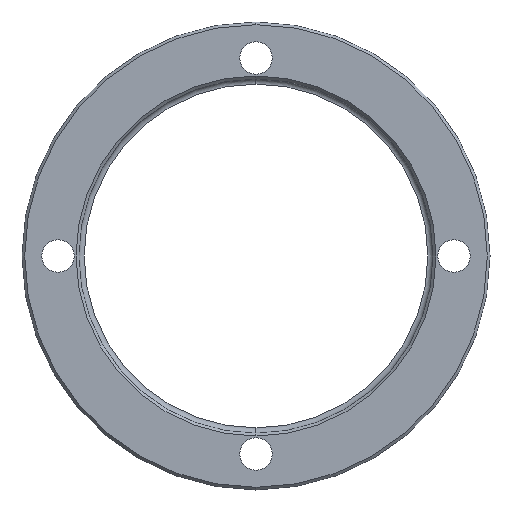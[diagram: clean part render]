
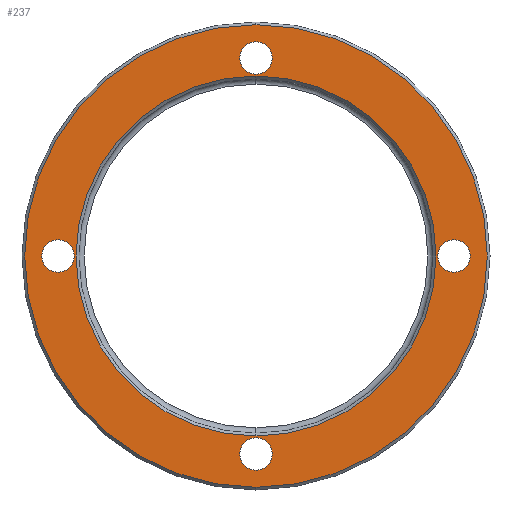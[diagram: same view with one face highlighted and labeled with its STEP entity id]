
A CAD part, left-side view. The second image highlights one B-rep face of the part: STEP entity #237.
In plain terms, the highlighted planar face has unit normal (-1, 0, 0).
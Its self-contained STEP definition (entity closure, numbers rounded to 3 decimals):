
#2 = CIRCLE ( 'NONE', #204, 50. ) ;
#4 = CIRCLE ( 'NONE', #142, 64.25 ) ;
#15 = CARTESIAN_POINT ( 'NONE',  ( 134.126, 100.435, 50. ) ) ;
#23 = ORIENTED_EDGE ( 'NONE', *, *, #283, .F. ) ;
#34 = DIRECTION ( 'NONE',  ( -1., 0., 0. ) ) ;
#35 = CARTESIAN_POINT ( 'NONE',  ( 134.126, 100.435, 59.5 ) ) ;
#38 = AXIS2_PLACEMENT_3D ( 'NONE', #126, #202, #592 ) ;
#44 = DIRECTION ( 'NONE',  ( 1., 0., 0. ) ) ;
#50 = CARTESIAN_POINT ( 'NONE',  ( 134.126, 155.435, 0. ) ) ;
#55 = DIRECTION ( 'NONE',  ( 0., 1., 0. ) ) ;
#67 = EDGE_CURVE ( 'NONE', #337, #278, #562, .T. ) ;
#70 = AXIS2_PLACEMENT_3D ( 'NONE', #751, #295, #685 ) ;
#77 = CARTESIAN_POINT ( 'NONE',  ( 134.126, 155.435, 4.5 ) ) ;
#85 = EDGE_LOOP ( 'NONE', ( #112, #144 ) ) ;
#96 = AXIS2_PLACEMENT_3D ( 'NONE', #550, #34, #420 ) ;
#98 = DIRECTION ( 'NONE',  ( 1., 0., 0. ) ) ;
#100 = ORIENTED_EDGE ( 'NONE', *, *, #159, .T. ) ;
#105 = PLANE ( 'NONE',  #492 ) ;
#107 = FACE_BOUND ( 'NONE', #85, .T. ) ;
#111 = CARTESIAN_POINT ( 'NONE',  ( 134.126, 100.435, 55. ) ) ;
#112 = ORIENTED_EDGE ( 'NONE', *, *, #67, .F. ) ;
#115 = EDGE_CURVE ( 'NONE', #385, #839, #523, .T. ) ;
#126 = CARTESIAN_POINT ( 'NONE',  ( 134.126, 45.435, 0. ) ) ;
#127 = FACE_BOUND ( 'NONE', #597, .T. ) ;
#142 = AXIS2_PLACEMENT_3D ( 'NONE', #554, #815, #297 ) ;
#144 = ORIENTED_EDGE ( 'NONE', *, *, #377, .F. ) ;
#148 = EDGE_LOOP ( 'NONE', ( #257, #23 ) ) ;
#150 = EDGE_CURVE ( 'NONE', #459, #480, #178, .T. ) ;
#151 = CIRCLE ( 'NONE', #70, 50. ) ;
#159 = EDGE_CURVE ( 'NONE', #839, #385, #4, .T. ) ;
#178 = CIRCLE ( 'NONE', #96, 4.5 ) ;
#201 = EDGE_LOOP ( 'NONE', ( #213, #761 ) ) ;
#202 = DIRECTION ( 'NONE',  ( -1., 0., 0. ) ) ;
#204 = AXIS2_PLACEMENT_3D ( 'NONE', #557, #98, #489 ) ;
#209 = DIRECTION ( 'NONE',  ( 0., 0., 1. ) ) ;
#213 = ORIENTED_EDGE ( 'NONE', *, *, #622, .T. ) ;
#224 = DIRECTION ( 'NONE',  ( 0., 0., -1. ) ) ;
#237 = ADVANCED_FACE ( 'NONE', ( #127, #107, #674, #788, #286, #633 ), #105, .F. ) ;
#244 = CARTESIAN_POINT ( 'NONE',  ( 134.126, 100.435, 64.25 ) ) ;
#247 = DIRECTION ( 'NONE',  ( 0., 0., -1. ) ) ;
#256 = CIRCLE ( 'NONE', #472, 4.5 ) ;
#257 = ORIENTED_EDGE ( 'NONE', *, *, #150, .F. ) ;
#278 = VERTEX_POINT ( 'NONE', #637 ) ;
#282 = DIRECTION ( 'NONE',  ( -1., 0., 0. ) ) ;
#283 = EDGE_CURVE ( 'NONE', #480, #459, #766, .T. ) ;
#285 = AXIS2_PLACEMENT_3D ( 'NONE', #50, #430, #369 ) ;
#286 = FACE_BOUND ( 'NONE', #201, .T. ) ;
#295 = DIRECTION ( 'NONE',  ( 1., 0., 0. ) ) ;
#297 = DIRECTION ( 'NONE',  ( 0., 0., -1. ) ) ;
#315 = CARTESIAN_POINT ( 'NONE',  ( 134.126, 100.435, -55. ) ) ;
#321 = DIRECTION ( 'NONE',  ( -1., 0., 0. ) ) ;
#328 = VERTEX_POINT ( 'NONE', #709 ) ;
#329 = ORIENTED_EDGE ( 'NONE', *, *, #687, .F. ) ;
#331 = CARTESIAN_POINT ( 'NONE',  ( 134.126, 100.435, -64.25 ) ) ;
#337 = VERTEX_POINT ( 'NONE', #515 ) ;
#348 = ORIENTED_EDGE ( 'NONE', *, *, #713, .F. ) ;
#357 = EDGE_LOOP ( 'NONE', ( #399, #100 ) ) ;
#369 = DIRECTION ( 'NONE',  ( 0., 0., 1. ) ) ;
#377 = EDGE_CURVE ( 'NONE', #278, #337, #547, .T. ) ;
#385 = VERTEX_POINT ( 'NONE', #331 ) ;
#392 = AXIS2_PLACEMENT_3D ( 'NONE', #531, #463, #209 ) ;
#398 = CARTESIAN_POINT ( 'NONE',  ( 134.126, 100.435, -50.5 ) ) ;
#399 = ORIENTED_EDGE ( 'NONE', *, *, #115, .T. ) ;
#418 = CARTESIAN_POINT ( 'NONE',  ( 134.126, 100.435, -50. ) ) ;
#420 = DIRECTION ( 'NONE',  ( 0., 1., 0. ) ) ;
#430 = DIRECTION ( 'NONE',  ( -1., 0., 0. ) ) ;
#456 = AXIS2_PLACEMENT_3D ( 'NONE', #777, #321, #710 ) ;
#459 = VERTEX_POINT ( 'NONE', #398 ) ;
#463 = DIRECTION ( 'NONE',  ( -1., 0., 0. ) ) ;
#470 = EDGE_CURVE ( 'NONE', #847, #512, #623, .T. ) ;
#472 = AXIS2_PLACEMENT_3D ( 'NONE', #111, #754, #626 ) ;
#479 = CARTESIAN_POINT ( 'NONE',  ( 134.126, 100.435, 0. ) ) ;
#480 = VERTEX_POINT ( 'NONE', #724 ) ;
#489 = DIRECTION ( 'NONE',  ( 0., 0., -1. ) ) ;
#492 = AXIS2_PLACEMENT_3D ( 'NONE', #700, #44, #247 ) ;
#494 = ORIENTED_EDGE ( 'NONE', *, *, #514, .F. ) ;
#512 = VERTEX_POINT ( 'NONE', #77 ) ;
#514 = EDGE_CURVE ( 'NONE', #328, #667, #256, .T. ) ;
#515 = CARTESIAN_POINT ( 'NONE',  ( 134.126, 45.435, 4.5 ) ) ;
#523 = CIRCLE ( 'NONE', #814, 64.25 ) ;
#529 = VERTEX_POINT ( 'NONE', #15 ) ;
#531 = CARTESIAN_POINT ( 'NONE',  ( 134.126, 155.435, 0. ) ) ;
#536 = CIRCLE ( 'NONE', #285, 4.5 ) ;
#540 = DIRECTION ( 'NONE',  ( 0., 0., -1. ) ) ;
#547 = CIRCLE ( 'NONE', #38, 4.5 ) ;
#550 = CARTESIAN_POINT ( 'NONE',  ( 134.126, 100.435, -55. ) ) ;
#554 = CARTESIAN_POINT ( 'NONE',  ( 134.126, 100.435, 0. ) ) ;
#555 = VERTEX_POINT ( 'NONE', #418 ) ;
#557 = CARTESIAN_POINT ( 'NONE',  ( 134.126, 100.435, 0. ) ) ;
#562 = CIRCLE ( 'NONE', #644, 4.5 ) ;
#574 = DIRECTION ( 'NONE',  ( -1., 0., 0. ) ) ;
#582 = AXIS2_PLACEMENT_3D ( 'NONE', #315, #574, #55 ) ;
#591 = ORIENTED_EDGE ( 'NONE', *, *, #470, .F. ) ;
#592 = DIRECTION ( 'NONE',  ( 0., 0., -1. ) ) ;
#597 = EDGE_LOOP ( 'NONE', ( #348, #494 ) ) ;
#622 = EDGE_CURVE ( 'NONE', #529, #555, #151, .T. ) ;
#623 = CIRCLE ( 'NONE', #392, 4.5 ) ;
#626 = DIRECTION ( 'NONE',  ( 0., -1., 0. ) ) ;
#633 = FACE_OUTER_BOUND ( 'NONE', #357, .T. ) ;
#637 = CARTESIAN_POINT ( 'NONE',  ( 134.126, 45.435, -4.5 ) ) ;
#644 = AXIS2_PLACEMENT_3D ( 'NONE', #738, #282, #540 ) ;
#647 = EDGE_CURVE ( 'NONE', #555, #529, #2, .T. ) ;
#667 = VERTEX_POINT ( 'NONE', #35 ) ;
#674 = FACE_BOUND ( 'NONE', #148, .T. ) ;
#685 = DIRECTION ( 'NONE',  ( 0., 0., -1. ) ) ;
#687 = EDGE_CURVE ( 'NONE', #512, #847, #536, .T. ) ;
#700 = CARTESIAN_POINT ( 'NONE',  ( 134.126, 165.435, 0. ) ) ;
#709 = CARTESIAN_POINT ( 'NONE',  ( 134.126, 100.435, 50.5 ) ) ;
#710 = DIRECTION ( 'NONE',  ( 0., -1., 0. ) ) ;
#713 = EDGE_CURVE ( 'NONE', #667, #328, #753, .T. ) ;
#724 = CARTESIAN_POINT ( 'NONE',  ( 134.126, 100.435, -59.5 ) ) ;
#738 = CARTESIAN_POINT ( 'NONE',  ( 134.126, 45.435, 0. ) ) ;
#741 = DIRECTION ( 'NONE',  ( -1., 0., 0. ) ) ;
#751 = CARTESIAN_POINT ( 'NONE',  ( 134.126, 100.435, 0. ) ) ;
#753 = CIRCLE ( 'NONE', #456, 4.5 ) ;
#754 = DIRECTION ( 'NONE',  ( -1., 0., 0. ) ) ;
#755 = CARTESIAN_POINT ( 'NONE',  ( 134.126, 155.435, -4.5 ) ) ;
#761 = ORIENTED_EDGE ( 'NONE', *, *, #647, .T. ) ;
#763 = EDGE_LOOP ( 'NONE', ( #329, #591 ) ) ;
#766 = CIRCLE ( 'NONE', #582, 4.5 ) ;
#777 = CARTESIAN_POINT ( 'NONE',  ( 134.126, 100.435, 55. ) ) ;
#788 = FACE_BOUND ( 'NONE', #763, .T. ) ;
#814 = AXIS2_PLACEMENT_3D ( 'NONE', #479, #741, #224 ) ;
#815 = DIRECTION ( 'NONE',  ( -1., 0., 0. ) ) ;
#839 = VERTEX_POINT ( 'NONE', #244 ) ;
#847 = VERTEX_POINT ( 'NONE', #755 ) ;
